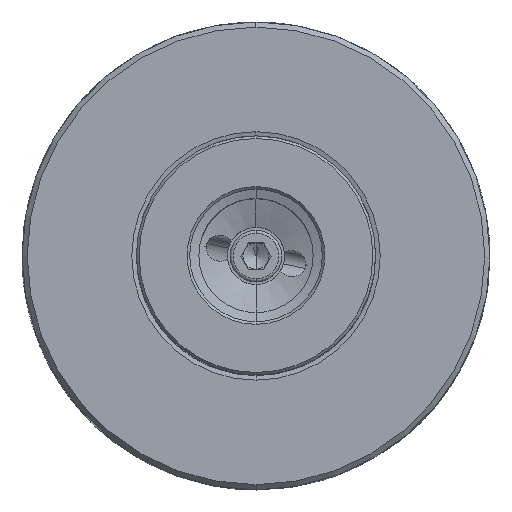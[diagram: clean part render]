
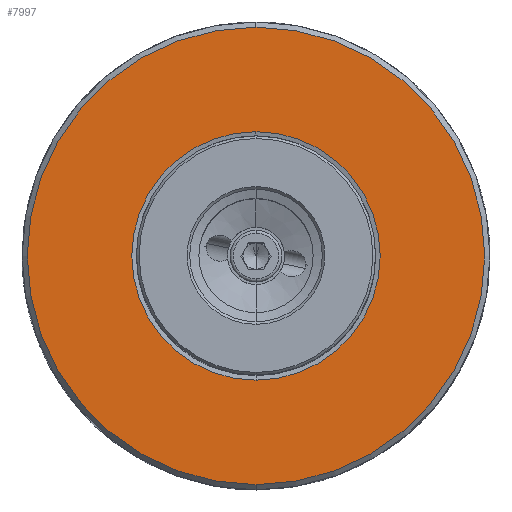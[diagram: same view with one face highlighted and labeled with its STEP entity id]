
A CAD part, top view. The second image highlights one B-rep face of the part: STEP entity #7997.
In plain terms, the highlighted planar face has unit normal (0, 0, 1).
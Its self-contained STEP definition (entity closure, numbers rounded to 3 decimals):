
#4239=VERTEX_POINT('NONE',#12405);
#6735=VERTEX_POINT('NONE',#15148);
#6791=EDGE_CURVE('NONE',#10441,#4239,#15211,.T.);
#7997=ADVANCED_FACE('NONE',(#16548,#16549),#16550,.T.);
#8749=EDGE_CURVE('NONE',#6735,#9107,#17373,.T.);
#9107=VERTEX_POINT('NONE',#17774);
#10441=VERTEX_POINT('NONE',#19242);
#10749=EDGE_CURVE('NONE',#9107,#6735,#19579,.F.);
#11505=EDGE_CURVE('NONE',#4239,#10441,#20424,.T.);
#12405=CARTESIAN_POINT('',(0.,44.0,0.));
#15148=CARTESIAN_POINT('',(0.,23.899,0.));
#15211=CIRCLE('',#33246,44.0);
#16548=FACE_OUTER_BOUND('',#37258,.T.);
#16549=FACE_BOUND('',#37259,.T.);
#16550=PLANE('',#37260);
#17373=CIRCLE('',#39390,23.899);
#17774=CARTESIAN_POINT('',(0.,-23.899,0.));
#19242=CARTESIAN_POINT('',(0.,-44.0,0.0));
#19579=CIRCLE('',#48101,23.899);
#20424=CIRCLE('',#50743,44.0);
#33246=AXIS2_PLACEMENT_3D('',#56819,#56820,#56821);
#37258=EDGE_LOOP('',(#58201,#58202));
#37259=EDGE_LOOP('',(#58203,#58204));
#37260=AXIS2_PLACEMENT_3D('',#58205,#58206,#58207);
#39390=AXIS2_PLACEMENT_3D('',#59068,#59069,#59070);
#48101=AXIS2_PLACEMENT_3D('',#61355,#61356,#61357);
#50743=AXIS2_PLACEMENT_3D('',#62333,#62334,#62335);
#56819=CARTESIAN_POINT('',(0.,0.,0.));
#56820=DIRECTION('',(0.,0.,-1.0));
#56821=DIRECTION('',(0.,-1.0,0.));
#58201=ORIENTED_EDGE('',*,*,#6791,.F.);
#58202=ORIENTED_EDGE('',*,*,#11505,.F.);
#58203=ORIENTED_EDGE('',*,*,#8749,.T.);
#58204=ORIENTED_EDGE('',*,*,#10749,.T.);
#58205=CARTESIAN_POINT('',(-44.0,0.,0.));
#58206=DIRECTION('',(0.,0.,1.0));
#58207=DIRECTION('',(0.,-1.0,0.));
#59068=CARTESIAN_POINT('',(0.,0.,0.));
#59069=DIRECTION('',(0.,0.,-1.0));
#59070=DIRECTION('',(0.,1.0,0.));
#61355=CARTESIAN_POINT('',(0.,0.,0.));
#61356=DIRECTION('',(0.,0.,1.0));
#61357=DIRECTION('',(0.,1.0,0.));
#62333=CARTESIAN_POINT('',(0.,0.,0.));
#62334=DIRECTION('',(0.,0.,-1.0));
#62335=DIRECTION('',(0.,-1.0,0.));
